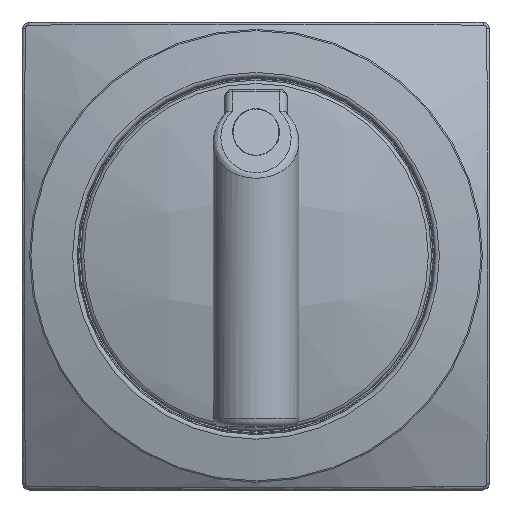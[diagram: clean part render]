
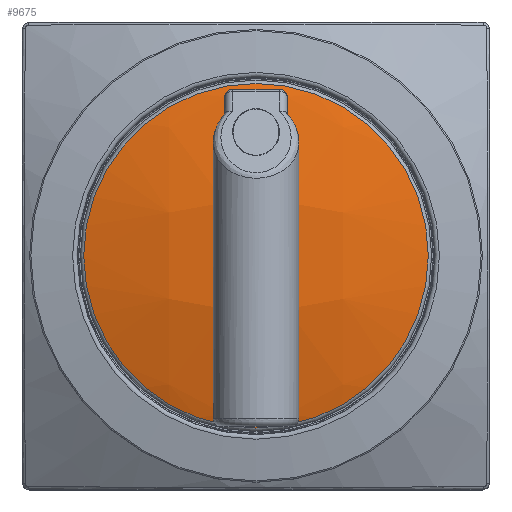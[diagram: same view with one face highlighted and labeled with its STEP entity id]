
A CAD part, top view. The second image highlights one B-rep face of the part: STEP entity #9675.
In plain terms, the highlighted spherical face has radius 40 mm.
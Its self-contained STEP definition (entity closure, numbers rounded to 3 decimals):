
#28=SPHERICAL_SURFACE('',#10714,40.);
#183=FACE_BOUND('',#1617,.T.);
#349=B_SPLINE_CURVE_WITH_KNOTS('',3,(#18548,#18549,#18550,#18551,#18552,
#18553,#18554,#18555,#18556,#18557,#18558,#18559,#18560),.UNSPECIFIED.,
 .F.,.F.,(4,2,2,3,2,4),(-0.039,-0.038,-0.019,
0.,0.019,0.038),.UNSPECIFIED.);
#350=B_SPLINE_CURVE_WITH_KNOTS('',3,(#18564,#18565,#18566,#18567,#18568,
#18569,#18570,#18571,#18572,#18573,#18574,#18575,#18576,#18577,#18578),
 .UNSPECIFIED.,.F.,.F.,(4,2,2,3,2,2,4),(-0.038,-0.038,
-0.019,0.,0.019,0.038,0.039),
 .UNSPECIFIED.);
#351=B_SPLINE_CURVE_WITH_KNOTS('',3,(#18582,#18583,#18584,#18585,#18586,
#18587,#18588,#18589,#18590,#18591,#18592,#18593,#18594),.UNSPECIFIED.,
 .F.,.F.,(4,2,2,3,2,4),(-0.039,-0.038,-0.019,
0.,0.019,0.038),.UNSPECIFIED.);
#352=B_SPLINE_CURVE_WITH_KNOTS('',3,(#18597,#18598,#18599,#18600,#18601,
#18602,#18603,#18604,#18605,#18606,#18607,#18608,#18609,#18610,#18611),
 .UNSPECIFIED.,.F.,.F.,(4,2,2,3,2,2,4),(-0.038,-0.038,
-0.019,0.,0.019,0.038,0.039),
 .UNSPECIFIED.);
#1056=FACE_OUTER_BOUND('',#1616,.T.);
#1616=EDGE_LOOP('',(#8431,#8432));
#1617=EDGE_LOOP('',(#8433,#8434,#8435,#8436,#8437,#8438,#8439,#8440));
#2246=CIRCLE('',#10715,11.033);
#2247=CIRCLE('',#10716,11.033);
#2248=CIRCLE('',#10717,39.95);
#2249=CIRCLE('',#10718,38.556);
#2250=CIRCLE('',#10719,39.95);
#2251=CIRCLE('',#10720,38.556);
#4495=VERTEX_POINT('',#18540);
#4496=VERTEX_POINT('',#18541);
#4497=VERTEX_POINT('',#18544);
#4498=VERTEX_POINT('',#18545);
#4499=VERTEX_POINT('',#18547);
#4500=VERTEX_POINT('',#18561);
#4501=VERTEX_POINT('',#18563);
#4502=VERTEX_POINT('',#18579);
#4503=VERTEX_POINT('',#18581);
#4504=VERTEX_POINT('',#18595);
#5859=EDGE_CURVE('',#4495,#4496,#2246,.T.);
#5860=EDGE_CURVE('',#4496,#4495,#2247,.T.);
#5861=EDGE_CURVE('',#4497,#4498,#2248,.T.);
#5862=EDGE_CURVE('',#4499,#4498,#349,.F.);
#5863=EDGE_CURVE('',#4499,#4500,#2249,.T.);
#5864=EDGE_CURVE('',#4501,#4500,#350,.F.);
#5865=EDGE_CURVE('',#4501,#4502,#2250,.T.);
#5866=EDGE_CURVE('',#4503,#4502,#351,.F.);
#5867=EDGE_CURVE('',#4503,#4504,#2251,.T.);
#5868=EDGE_CURVE('',#4497,#4504,#352,.F.);
#8431=ORIENTED_EDGE('',*,*,#5859,.F.);
#8432=ORIENTED_EDGE('',*,*,#5860,.F.);
#8433=ORIENTED_EDGE('',*,*,#5861,.T.);
#8434=ORIENTED_EDGE('',*,*,#5862,.F.);
#8435=ORIENTED_EDGE('',*,*,#5863,.T.);
#8436=ORIENTED_EDGE('',*,*,#5864,.F.);
#8437=ORIENTED_EDGE('',*,*,#5865,.T.);
#8438=ORIENTED_EDGE('',*,*,#5866,.F.);
#8439=ORIENTED_EDGE('',*,*,#5867,.T.);
#8440=ORIENTED_EDGE('',*,*,#5868,.F.);
#9675=ADVANCED_FACE('',(#1056,#183),#28,.T.);
#10714=AXIS2_PLACEMENT_3D('',#18539,#13214,#13215);
#10715=AXIS2_PLACEMENT_3D('',#18542,#13216,#13217);
#10716=AXIS2_PLACEMENT_3D('',#18543,#13218,#13219);
#10717=AXIS2_PLACEMENT_3D('',#18546,#13220,#13221);
#10718=AXIS2_PLACEMENT_3D('',#18562,#13222,#13223);
#10719=AXIS2_PLACEMENT_3D('',#18580,#13224,#13225);
#10720=AXIS2_PLACEMENT_3D('',#18596,#13226,#13227);
#13214=DIRECTION('center_axis',(-1.,0.,0.));
#13215=DIRECTION('ref_axis',(0.,-1.,0.));
#13216=DIRECTION('center_axis',(0.,0.,
-1.));
#13217=DIRECTION('ref_axis',(0.,-1.,0.));
#13218=DIRECTION('center_axis',(0.,0.,
-1.));
#13219=DIRECTION('ref_axis',(0.,-1.,0.));
#13220=DIRECTION('center_axis',(1.,0.,0.));
#13221=DIRECTION('ref_axis',(0.,0.,
-1.));
#13222=DIRECTION('center_axis',(0.,-1.,0.));
#13223=DIRECTION('ref_axis',(-1.,0.,0.));
#13224=DIRECTION('center_axis',(-1.,0.,0.));
#13225=DIRECTION('ref_axis',(0.,0.,
1.));
#13226=DIRECTION('center_axis',(0.,1.,0.));
#13227=DIRECTION('ref_axis',(1.,0.,0.));
#18539=CARTESIAN_POINT('Origin',(0.,0.,
-23.935));
#18540=CARTESIAN_POINT('',(0.,11.033,14.513));
#18541=CARTESIAN_POINT('',(11.033,0.,14.513));
#18542=CARTESIAN_POINT('Origin',(0.,0.,
14.513));
#18543=CARTESIAN_POINT('Origin',(0.,0.,
14.513));
#18544=CARTESIAN_POINT('',(2.,10.15,14.704));
#18545=CARTESIAN_POINT('',(2.,-10.15,14.704));
#18546=CARTESIAN_POINT('Origin',(2.,0.,
-23.935));
#18547=CARTESIAN_POINT('',(1.5,-10.65,14.592));
#18548=CARTESIAN_POINT('Ctrl Pts',(2.,-10.15,14.704));
#18549=CARTESIAN_POINT('Ctrl Pts',(2.,-10.15,14.704));
#18550=CARTESIAN_POINT('Ctrl Pts',(2.,-10.151,14.704));
#18551=CARTESIAN_POINT('Ctrl Pts',(2.,-10.213,14.687));
#18552=CARTESIAN_POINT('Ctrl Pts',(1.988,-10.279,14.67));
#18553=CARTESIAN_POINT('Ctrl Pts',(1.937,-10.402,14.64));
#18554=CARTESIAN_POINT('Ctrl Pts',(1.898,-10.459,14.626));
#18555=CARTESIAN_POINT('Ctrl Pts',(1.854,-10.504,14.616));
#18556=CARTESIAN_POINT('Ctrl Pts',(1.809,-10.548,14.607));
#18557=CARTESIAN_POINT('Ctrl Pts',(1.753,-10.586,14.599));
#18558=CARTESIAN_POINT('Ctrl Pts',(1.63,-10.637,14.59));
#18559=CARTESIAN_POINT('Ctrl Pts',(1.563,-10.65,14.589));
#18560=CARTESIAN_POINT('Ctrl Pts',(1.5,-10.65,14.592));
#18561=CARTESIAN_POINT('',(-1.5,-10.65,14.592));
#18562=CARTESIAN_POINT('Origin',(0.,-10.65,
-23.935));
#18563=CARTESIAN_POINT('',(-2.,-10.15,14.704));
#18564=CARTESIAN_POINT('Ctrl Pts',(-1.5,-10.65,
14.592));
#18565=CARTESIAN_POINT('Ctrl Pts',(-1.5,-10.65,
14.592));
#18566=CARTESIAN_POINT('Ctrl Pts',(-1.501,-10.65,
14.592));
#18567=CARTESIAN_POINT('Ctrl Pts',(-1.564,-10.65,
14.589));
#18568=CARTESIAN_POINT('Ctrl Pts',(-1.631,-10.637,
14.59));
#18569=CARTESIAN_POINT('Ctrl Pts',(-1.754,-10.586,
14.599));
#18570=CARTESIAN_POINT('Ctrl Pts',(-1.81,-10.547,
14.607));
#18571=CARTESIAN_POINT('Ctrl Pts',(-1.854,-10.504,
14.616));
#18572=CARTESIAN_POINT('Ctrl Pts',(-1.898,-10.459,
14.626));
#18573=CARTESIAN_POINT('Ctrl Pts',(-1.937,-10.402,
14.64));
#18574=CARTESIAN_POINT('Ctrl Pts',(-1.988,-10.279,
14.67));
#18575=CARTESIAN_POINT('Ctrl Pts',(-2.,-10.213,14.687));
#18576=CARTESIAN_POINT('Ctrl Pts',(-2.,-10.151,
14.704));
#18577=CARTESIAN_POINT('Ctrl Pts',(-2.,-10.15,
14.704));
#18578=CARTESIAN_POINT('Ctrl Pts',(-2.,-10.15,
14.704));
#18579=CARTESIAN_POINT('',(-2.,10.15,14.704));
#18580=CARTESIAN_POINT('Origin',(-2.,0.,
-23.935));
#18581=CARTESIAN_POINT('',(-1.5,10.65,14.592));
#18582=CARTESIAN_POINT('Ctrl Pts',(-2.,10.15,14.704));
#18583=CARTESIAN_POINT('Ctrl Pts',(-2.,10.15,14.704));
#18584=CARTESIAN_POINT('Ctrl Pts',(-2.,10.151,14.704));
#18585=CARTESIAN_POINT('Ctrl Pts',(-2.,10.213,14.687));
#18586=CARTESIAN_POINT('Ctrl Pts',(-1.988,10.279,14.67));
#18587=CARTESIAN_POINT('Ctrl Pts',(-1.937,10.402,14.64));
#18588=CARTESIAN_POINT('Ctrl Pts',(-1.898,10.459,14.626));
#18589=CARTESIAN_POINT('Ctrl Pts',(-1.854,10.504,14.616));
#18590=CARTESIAN_POINT('Ctrl Pts',(-1.809,10.548,14.607));
#18591=CARTESIAN_POINT('Ctrl Pts',(-1.753,10.586,14.599));
#18592=CARTESIAN_POINT('Ctrl Pts',(-1.63,10.637,14.59));
#18593=CARTESIAN_POINT('Ctrl Pts',(-1.563,10.65,14.589));
#18594=CARTESIAN_POINT('Ctrl Pts',(-1.5,10.65,14.592));
#18595=CARTESIAN_POINT('',(1.5,10.65,14.592));
#18596=CARTESIAN_POINT('Origin',(0.,10.65,-23.935));
#18597=CARTESIAN_POINT('Ctrl Pts',(1.5,10.65,14.592));
#18598=CARTESIAN_POINT('Ctrl Pts',(1.5,10.65,14.592));
#18599=CARTESIAN_POINT('Ctrl Pts',(1.501,10.65,14.592));
#18600=CARTESIAN_POINT('Ctrl Pts',(1.564,10.65,14.589));
#18601=CARTESIAN_POINT('Ctrl Pts',(1.631,10.637,14.59));
#18602=CARTESIAN_POINT('Ctrl Pts',(1.754,10.586,14.599));
#18603=CARTESIAN_POINT('Ctrl Pts',(1.81,10.547,14.607));
#18604=CARTESIAN_POINT('Ctrl Pts',(1.854,10.504,14.616));
#18605=CARTESIAN_POINT('Ctrl Pts',(1.898,10.459,14.626));
#18606=CARTESIAN_POINT('Ctrl Pts',(1.937,10.402,14.64));
#18607=CARTESIAN_POINT('Ctrl Pts',(1.988,10.279,14.67));
#18608=CARTESIAN_POINT('Ctrl Pts',(2.,10.213,14.687));
#18609=CARTESIAN_POINT('Ctrl Pts',(2.,10.151,14.704));
#18610=CARTESIAN_POINT('Ctrl Pts',(2.,10.15,14.704));
#18611=CARTESIAN_POINT('Ctrl Pts',(2.,10.15,14.704));
